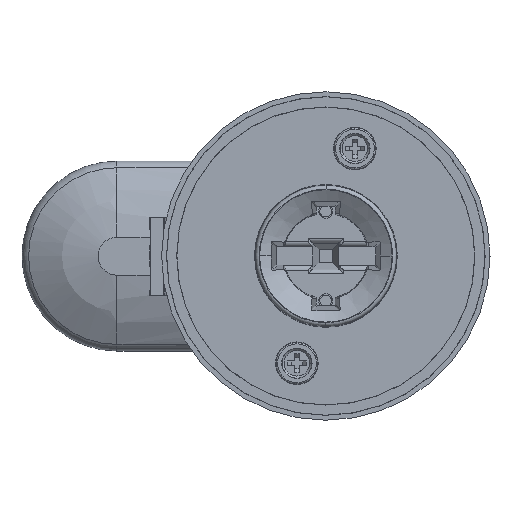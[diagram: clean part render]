
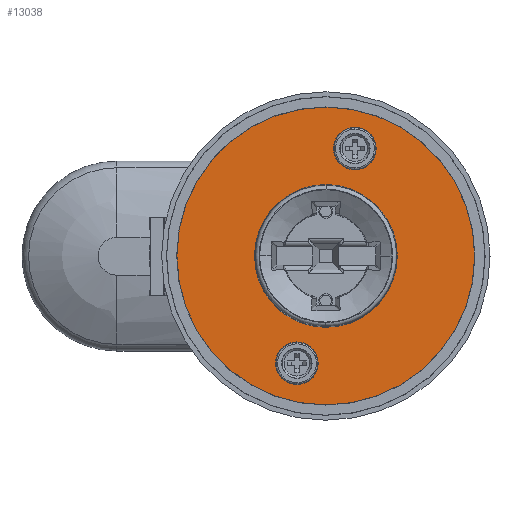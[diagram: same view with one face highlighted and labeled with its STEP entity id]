
A CAD part, front view. The second image highlights one B-rep face of the part: STEP entity #13038.
In plain terms, the highlighted planar face has unit normal (0, -1, 0).
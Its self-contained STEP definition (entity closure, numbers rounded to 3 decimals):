
#3538=CARTESIAN_POINT('',(0.41,35.009,196.516));
#3539=DIRECTION('',(0.,1.,0.));
#3540=DIRECTION('',(-0.001,0.,-1.));
#3541=AXIS2_PLACEMENT_3D('',#3538,#3539,#3540);
#3543=CARTESIAN_POINT('',(0.41,35.009,196.516));
#3544=DIRECTION('',(0.,1.,0.));
#3545=DIRECTION('',(0.001,0.,1.));
#3546=AXIS2_PLACEMENT_3D('',#3543,#3544,#3545);
#3548=CARTESIAN_POINT('',(6.553,35.012,219.219));
#3549=DIRECTION('',(0.,1.,0.));
#3550=DIRECTION('',(0.002,0.,1.));
#3551=AXIS2_PLACEMENT_3D('',#3548,#3549,#3550);
#3553=CARTESIAN_POINT('',(6.553,35.012,219.219));
#3554=DIRECTION('',(0.,1.,0.));
#3555=DIRECTION('',(-0.002,0.,-1.));
#3556=AXIS2_PLACEMENT_3D('',#3553,#3554,#3555);
#3558=CARTESIAN_POINT('',(-5.699,35.005,173.844));
#3559=DIRECTION('',(0.,1.,0.));
#3560=DIRECTION('',(0.002,0.,1.));
#3561=AXIS2_PLACEMENT_3D('',#3558,#3559,#3560);
#3563=CARTESIAN_POINT('',(-5.699,35.005,173.844));
#3564=DIRECTION('',(0.,1.,0.));
#3565=DIRECTION('',(-0.002,0.,-1.));
#3566=AXIS2_PLACEMENT_3D('',#3563,#3564,#3565);
#3568=CARTESIAN_POINT('',(0.427,35.009,196.532));
#3569=DIRECTION('',(0.,1.,0.));
#3570=DIRECTION('',(-0.002,0.,-1.));
#3571=AXIS2_PLACEMENT_3D('',#3568,#3569,#3570);
#3573=CARTESIAN_POINT('',(0.427,35.009,196.532));
#3574=DIRECTION('',(0.,1.,0.));
#3575=DIRECTION('',(0.002,0.,1.));
#3576=AXIS2_PLACEMENT_3D('',#3573,#3574,#3575);
#7230=CARTESIAN_POINT('',(0.377,35.004,165.046));
#7231=CARTESIAN_POINT('',(0.444,35.013,227.986));
#7232=VERTEX_POINT('',#7230);
#7233=VERTEX_POINT('',#7231);
#7734=CARTESIAN_POINT('',(6.562,35.012,223.719));
#7735=CARTESIAN_POINT('',(6.544,35.011,214.719));
#7736=VERTEX_POINT('',#7734);
#7737=VERTEX_POINT('',#7735);
#7742=CARTESIAN_POINT('',(-5.691,35.006,178.344));
#7743=CARTESIAN_POINT('',(-5.708,35.005,169.344));
#7744=VERTEX_POINT('',#7742);
#7745=VERTEX_POINT('',#7743);
#7746=CARTESIAN_POINT('',(0.398,35.006,181.445));
#7747=CARTESIAN_POINT('',(0.456,35.011,211.619));
#7748=VERTEX_POINT('',#7746);
#7749=VERTEX_POINT('',#7747);
#13010=CARTESIAN_POINT('',(0.41,35.009,
196.516));
#13011=DIRECTION('',(0.,1.,0.));
#13012=DIRECTION('',(1.,0.,-0.001));
#13013=AXIS2_PLACEMENT_3D('',#13010,#13011,#13012);
#13014=PLANE('',#13013);
#13016=ORIENTED_EDGE('',*,*,#13015,.T.);
#13018=ORIENTED_EDGE('',*,*,#13017,.T.);
#13019=EDGE_LOOP('',(#13016,#13018));
#13020=FACE_OUTER_BOUND('',#13019,.F.);
#13022=ORIENTED_EDGE('',*,*,#13021,.F.);
#13024=ORIENTED_EDGE('',*,*,#13023,.F.);
#13025=EDGE_LOOP('',(#13022,#13024));
#13026=FACE_BOUND('',#13025,.F.);
#13028=ORIENTED_EDGE('',*,*,#13027,.F.);
#13030=ORIENTED_EDGE('',*,*,#13029,.F.);
#13031=EDGE_LOOP('',(#13028,#13030));
#13032=FACE_BOUND('',#13031,.F.);
#13033=ORIENTED_EDGE('',*,*,#12993,.F.);
#13035=ORIENTED_EDGE('',*,*,#13034,.F.);
#13036=EDGE_LOOP('',(#13033,#13035));
#13037=FACE_BOUND('',#13036,.F.);
#3542=CIRCLE('',#3541,31.47);
#3547=CIRCLE('',#3546,31.47);
#3552=CIRCLE('',#3551,4.5);
#3557=CIRCLE('',#3556,4.5);
#3562=CIRCLE('',#3561,4.5);
#3567=CIRCLE('',#3566,4.5);
#3572=CIRCLE('',#3571,15.087);
#3577=CIRCLE('',#3576,15.087);
#12993=EDGE_CURVE('',#7748,#7749,#3572,.T.);
#13015=EDGE_CURVE('',#7232,#7233,#3542,.T.);
#13017=EDGE_CURVE('',#7233,#7232,#3547,.T.);
#13021=EDGE_CURVE('',#7736,#7737,#3552,.T.);
#13023=EDGE_CURVE('',#7737,#7736,#3557,.T.);
#13027=EDGE_CURVE('',#7744,#7745,#3562,.T.);
#13029=EDGE_CURVE('',#7745,#7744,#3567,.T.);
#13034=EDGE_CURVE('',#7749,#7748,#3577,.T.);
#13038=ADVANCED_FACE('',(#13020,#13026,#13032,#13037),#13014,.F.);
